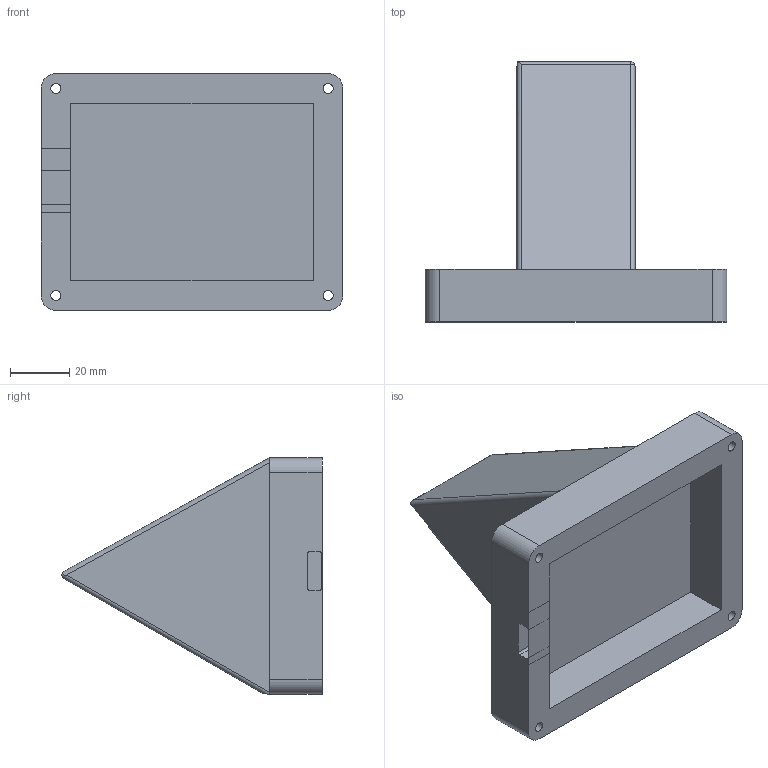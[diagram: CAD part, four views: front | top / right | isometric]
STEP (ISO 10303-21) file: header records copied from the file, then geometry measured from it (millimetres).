
FILE_DESCRIPTION(/* description */ (''),/* implementation_level */ '2;1');
FILE_NAME(/* name */ 'Bottom Case.step',/* time_stamp */ '2025-12-30T16:21:01-06:00',/* author */ (''),/* organization */ (''),/* preprocessor_version */ 'ST-DEVELOPER v20.1',/* originating_system */ 'Autodesk Translation Framework v14.21.0.0',/* authorisation */ '');
FILE_SCHEMA (('AUTOMOTIVE_DESIGN { 1 0 10303 214 3 1 1 }'));
Length unit declared in the file: millimetre
Products named in the file (1): 2025-12-30-16-21-01-262
Bounding box: 102.25 x 88.2 x 80.25 mm (x, y, z)
Volume: 187886.5 mm3; surface area: 36963.3 mm2
Topology: 1 solids, 1 shells, 361 faces, 985 edges, 655 vertices
Faces by surface type: bspline 229, plane 110, cylinder 21, sphere 1
Full cylindrical faces by diameter (mm): 3.4 x4, 6 x4
Entity records: 13548 total; most frequent: CARTESIAN_POINT 5895, ORIENTED_EDGE 1970, EDGE_CURVE 985, DIRECTION 839, VERTEX_POINT 655, LINE 481, VECTOR 481, B_SPLINE_CURVE_WITH_KNOTS 458
